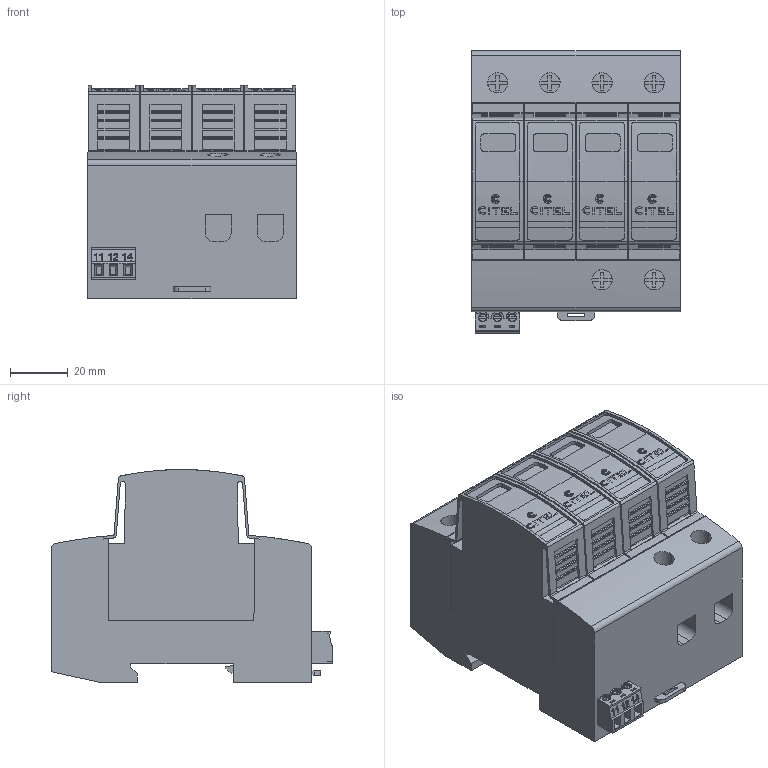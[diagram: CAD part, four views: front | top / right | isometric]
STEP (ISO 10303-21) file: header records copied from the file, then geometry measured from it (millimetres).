
FILE_DESCRIPTION(('STEP AP242'),'1');
FILE_NAME('dac50vgs-31-275.stp','2021-11-08T13:19:55',('TraceParts'),('TraceParts S.A.'),'Spatial InterOp 3D',' ',' ');
FILE_SCHEMA(('AP242_MANAGED_MODEL_BASED_3D_ENGINEERING_MIM_LF {1 0 10303 442 1 1 4}'));
Length unit declared in the file: millimetre
Products named in the file (1): dac50vgs-31-275
Bounding box: 72 x 97.3 x 73.5 mm (x, y, z)
Volume: 349042.3 mm3; surface area: 65107.1 mm2
Topology: 1 solids, 3 shells, 1673 faces, 4716 edges, 3126 vertices
Faces by surface type: plane 1272, cylinder 343, bspline 46, cone 12
Entity records: 67405 total; most frequent: CARTESIAN_POINT 14976, ORIENTED_EDGE 9432, DIRECTION 8522, EDGE_CURVE 4716, LINE 3430, VECTOR 3430, VERTEX_POINT 3126, AXIS2_PLACEMENT_3D 2546
